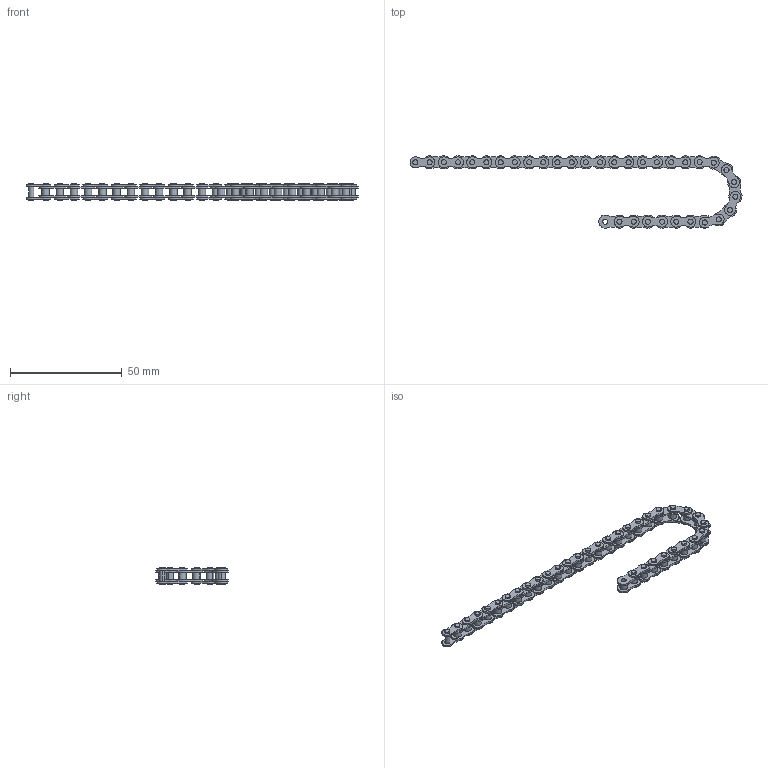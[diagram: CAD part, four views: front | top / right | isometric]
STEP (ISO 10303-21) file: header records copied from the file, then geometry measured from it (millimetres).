
FILE_DESCRIPTION (( 'STEP AP214' ), '1' );
FILE_NAME ('39174_TXM-#25 Steel Chain.STEP', '2017-01-16T17:11:58', ( '' ), ( '' ), 'SwSTEP 2.0', 'SolidWorks 2016', '' );
FILE_SCHEMA (( 'AUTOMOTIVE_DESIGN' ));
Length unit declared in the file: millimetre
Products named in the file (2): 39174_TXM-#25 Steel Chain
Bounding box: 148.36 x 32.44 x 7.87 mm (x, y, z)
Volume: 3882.2 mm3; surface area: 11380.7 mm2
Topology: 34 solids, 34 shells, 884 faces, 2040 edges, 1360 vertices
Faces by surface type: cylinder 680, plane 204
Entity records: 36186 total; most frequent: DIRECTION 5172, CARTESIAN_POINT 4286, ORIENTED_EDGE 4080, AXIS2_PLACEMENT_3D 2246, EDGE_CURVE 2040, VERTEX_POINT 1360, CIRCLE 1360, EDGE_LOOP 1156
